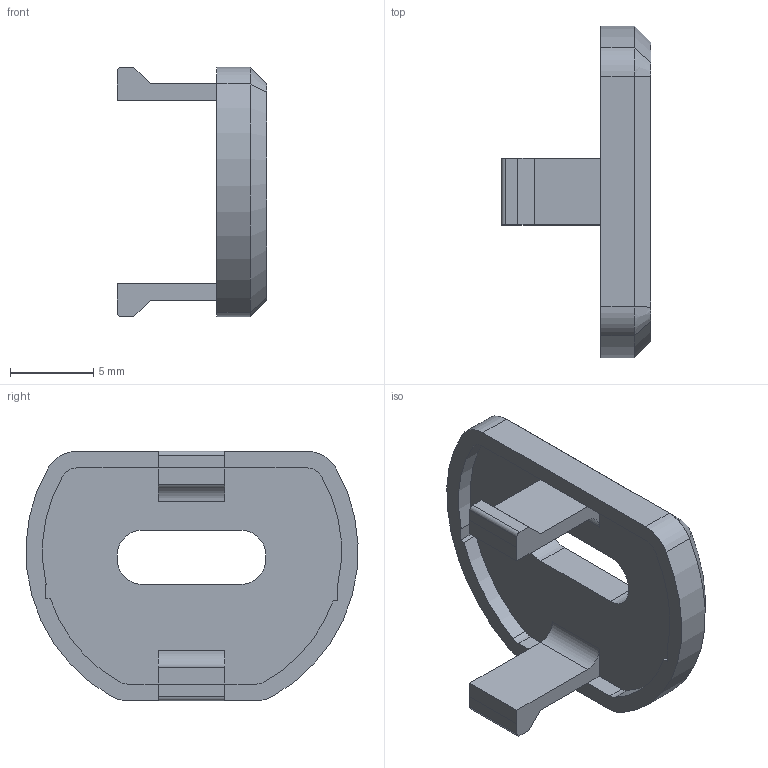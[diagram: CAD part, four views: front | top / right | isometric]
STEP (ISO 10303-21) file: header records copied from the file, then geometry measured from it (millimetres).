
FILE_DESCRIPTION(/* description */ ('KiCad electronic assembly'),/* implementation_level */ '2;1');
FILE_NAME(/* name */ 'Back_Cap.step',/* time_stamp */ '2024-08-16T15:09:38-07:00',/* author */ (''),/* organization */ (''),/* preprocessor_version */ 'ST-DEVELOPER v20',/* originating_system */ 'Autodesk Translation Framework v13.14.0.145',/* authorisation */ '');
FILE_SCHEMA (('AUTOMOTIVE_DESIGN { 1 0 10303 214 3 1 1 }'));
Length unit declared in the file: millimetre
Products named in the file (1): #2031
Bounding box: 9 x 19.98 x 15 mm (x, y, z)
Volume: 568.9 mm3; surface area: 849.8 mm2
Topology: 1 solids, 1 shells, 65 faces, 172 edges, 110 vertices
Faces by surface type: plane 37, cylinder 22, cone 6
Entity records: 2030 total; most frequent: DIRECTION 354, CARTESIAN_POINT 348, ORIENTED_EDGE 344, EDGE_CURVE 172, LINE 122, VECTOR 122, AXIS2_PLACEMENT_3D 116, VERTEX_POINT 110
